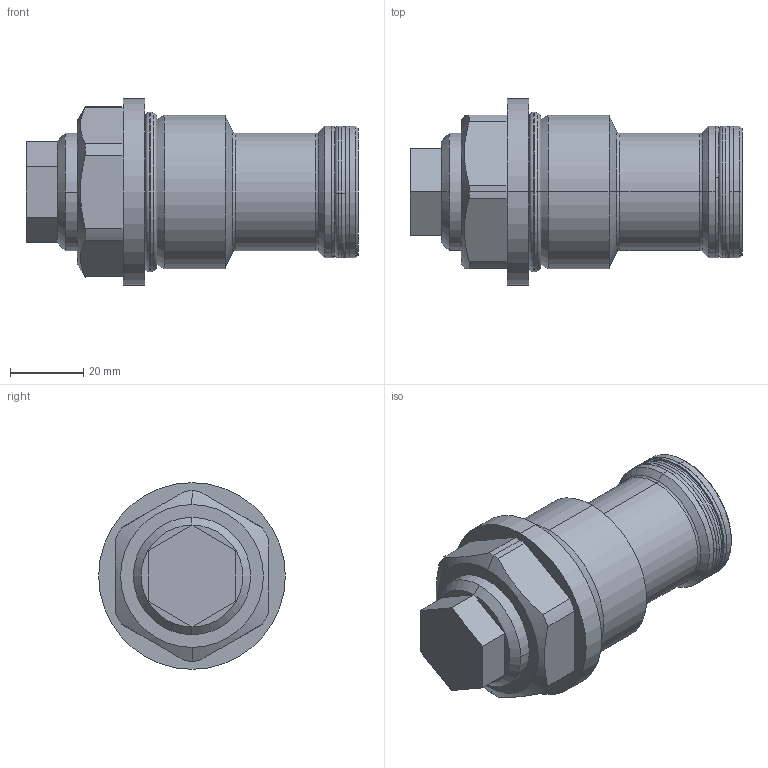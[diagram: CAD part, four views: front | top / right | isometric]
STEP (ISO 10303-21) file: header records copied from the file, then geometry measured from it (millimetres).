
FILE_DESCRIPTION (( 'STEP AP214' ), '1' );
FILE_NAME ('472.B5_Kunde.STEP', '2017-04-05T12:25:23', ( 'user' ), ( '' ), 'SwSTEP 2.0', 'SolidWorks 2016', '' );
FILE_SCHEMA (( 'AUTOMOTIVE_DESIGN' ));
Length unit declared in the file: millimetre
Products named in the file (1): 472.B5_Kunde
Bounding box: 90.7 x 51 x 51 mm (x, y, z)
Volume: 103207.4 mm3; surface area: 21426.8 mm2
Topology: 5 solids, 5 shells, 97 faces, 206 edges, 121 vertices
Faces by surface type: torus 30, cylinder 29, plane 24, cone 14
Entity records: 2773 total; most frequent: DIRECTION 523, CARTESIAN_POINT 495, ORIENTED_EDGE 412, AXIS2_PLACEMENT_3D 225, EDGE_CURVE 206, CIRCLE 127, VERTEX_POINT 121, EDGE_LOOP 103
